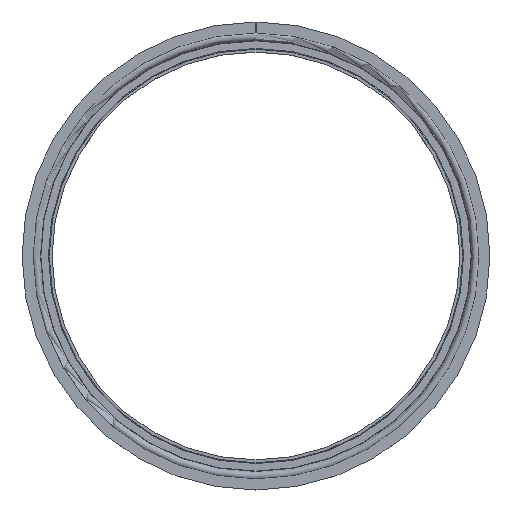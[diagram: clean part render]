
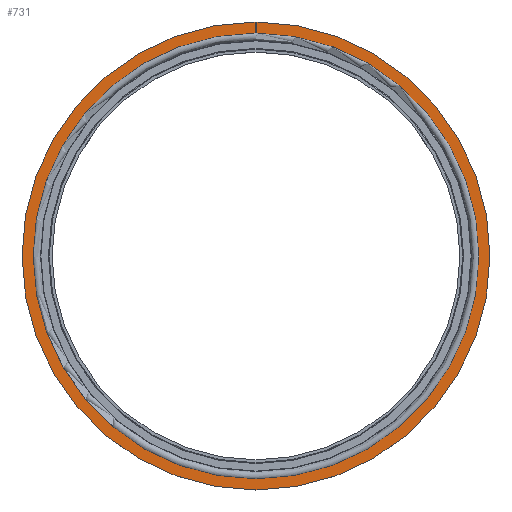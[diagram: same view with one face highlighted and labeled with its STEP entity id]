
A CAD part, top view. The second image highlights one B-rep face of the part: STEP entity #731.
In plain terms, the highlighted planar face has unit normal (0, 0, 1).
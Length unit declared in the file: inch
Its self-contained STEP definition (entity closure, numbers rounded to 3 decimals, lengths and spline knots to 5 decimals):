
#556=CARTESIAN_POINT('',(-0.03,7.03994,0.107));
#557=VERTEX_POINT('',#556);
#564=CARTESIAN_POINT('',(-0.03,6.70301,0.107));
#565=VERTEX_POINT('',#564);
#566=CARTESIAN_POINT('',(-0.03,6.70301,0.107));
#567=DIRECTION('',(0.0,1.0,0.0));
#568=VECTOR('',#567,0.33692);
#569=LINE('',#566,#568);
#570=EDGE_CURVE('',#565,#557,#569,.T.);
#614=CARTESIAN_POINT('',(0.03,6.70301,0.107));
#615=VERTEX_POINT('',#614);
#623=CARTESIAN_POINT('',(0.03,7.03994,0.107));
#624=VERTEX_POINT('',#623);
#625=CARTESIAN_POINT('',(0.03,7.03994,0.107));
#626=DIRECTION('',(0.0,-1.0,0.0));
#627=VECTOR('',#626,0.33692);
#628=LINE('',#625,#627);
#629=EDGE_CURVE('',#624,#615,#628,.T.);
#703=CARTESIAN_POINT('',(0.0,0.,0.107));
#704=DIRECTION('',(0.0,0.0,-1.0));
#705=DIRECTION('',(0.0,1.0,0.0));
#706=AXIS2_PLACEMENT_3D('',#703,#704,#705);
#707=CIRCLE('',#706,6.70308);
#708=EDGE_CURVE('',#615,#565,#707,.T.);
#714=CARTESIAN_POINT('',(0.0,6.87154,0.107));
#715=DIRECTION('',(0.0,0.0,1.0));
#716=DIRECTION('',(1.0,0.0,0.0));
#717=AXIS2_PLACEMENT_3D('',#714,#715,#716);
#718=PLANE('',#717);
#719=ORIENTED_EDGE('',*,*,#570,.T.);
#720=CARTESIAN_POINT('',(0.0,0.,0.107));
#721=DIRECTION('',(0.0,0.0,-1.0));
#722=DIRECTION('',(0.0,1.0,0.0));
#723=AXIS2_PLACEMENT_3D('',#720,#721,#722);
#724=CIRCLE('',#723,7.04);
#725=EDGE_CURVE('',#624,#557,#724,.T.);
#726=ORIENTED_EDGE('',*,*,#725,.F.);
#727=ORIENTED_EDGE('',*,*,#629,.T.);
#728=ORIENTED_EDGE('',*,*,#708,.T.);
#729=EDGE_LOOP('',(#719,#726,#727,#728));
#730=FACE_OUTER_BOUND('',#729,.T.);
#731=ADVANCED_FACE('',(#730),#718,.T.);
